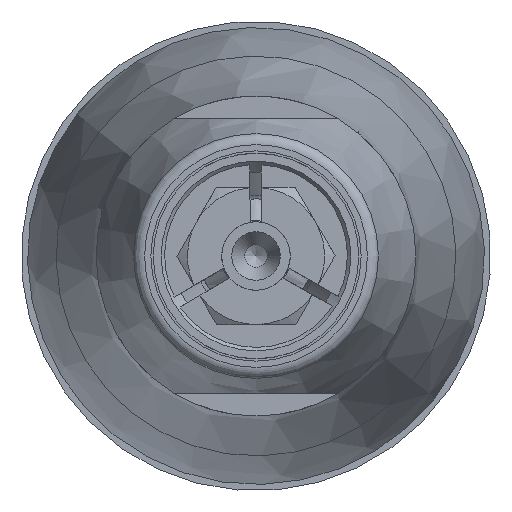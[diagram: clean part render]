
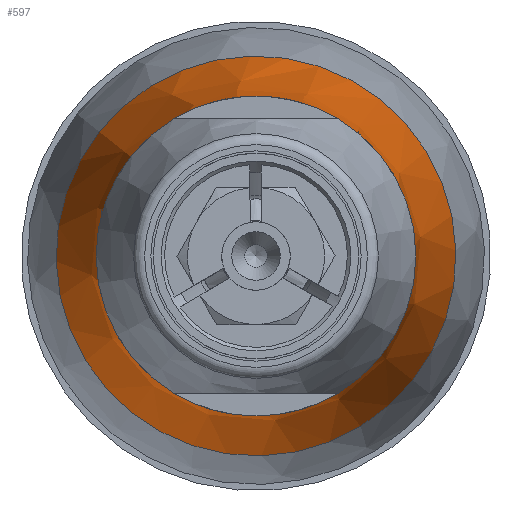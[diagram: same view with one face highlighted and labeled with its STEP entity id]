
A CAD part, left-side view. The second image highlights one B-rep face of the part: STEP entity #597.
In plain terms, the highlighted free-form (B-spline) face has degree [2, 2] with [3, 9] control points.
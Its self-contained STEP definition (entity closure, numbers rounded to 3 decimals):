
#525=CARTESIAN_POINT('',(-23.887,5.289,4.194));
#526=VERTEX_POINT('',#525);
#527=CARTESIAN_POINT('',(-23.887,0.,0.));
#528=DIRECTION('',(1.,0.,0.));
#529=DIRECTION('',(0.,0.784,0.621));
#530=AXIS2_PLACEMENT_3D('',#527,#528,#529);
#531=CIRCLE('',#530,6.75);
#532=EDGE_CURVE('',#526,#526,#531,.T.);
#548=CARTESIAN_POINT('',(-6.11,-5.436,6.856));
#549=CARTESIAN_POINT('',(-14.886,-4.194,5.289));
#550=CARTESIAN_POINT('',(-23.887,-4.194,5.289));
#551=CARTESIAN_POINT('',(-6.11,-12.293,1.42));
#552=CARTESIAN_POINT('',(-14.886,-9.483,1.096));
#553=CARTESIAN_POINT('',(-23.887,-9.483,1.096));
#554=CARTESIAN_POINT('',(-6.11,-6.856,-5.436));
#555=CARTESIAN_POINT('',(-14.886,-5.289,-4.194));
#556=CARTESIAN_POINT('',(-23.887,-5.289,-4.194));
#557=CARTESIAN_POINT('',(-6.11,-1.42,-12.293));
#558=CARTESIAN_POINT('',(-14.886,-1.096,-9.483));
#559=CARTESIAN_POINT('',(-23.887,-1.096,-9.483));
#560=CARTESIAN_POINT('',(-6.11,5.436,-6.856));
#561=CARTESIAN_POINT('',(-14.886,4.194,-5.289));
#562=CARTESIAN_POINT('',(-23.887,4.194,-5.289));
#563=CARTESIAN_POINT('',(-6.11,12.293,-1.42));
#564=CARTESIAN_POINT('',(-14.886,9.483,-1.096));
#565=CARTESIAN_POINT('',(-23.887,9.483,-1.096));
#566=CARTESIAN_POINT('',(-6.11,6.856,5.436));
#567=CARTESIAN_POINT('',(-14.886,5.289,4.194));
#568=CARTESIAN_POINT('',(-23.887,5.289,4.194));
#569=CARTESIAN_POINT('',(-6.11,1.42,12.293));
#570=CARTESIAN_POINT('',(-14.886,1.096,9.483));
#571=CARTESIAN_POINT('',(-23.887,1.096,9.483));
#572=CARTESIAN_POINT('',(-6.11,-5.436,6.856));
#573=CARTESIAN_POINT('',(-14.886,-4.194,5.289));
#574=CARTESIAN_POINT('',(-23.887,-4.194,5.289));
#582=(BOUNDED_SURFACE()B_SPLINE_SURFACE(2,2,((#548,#551,#554,#557,#560,#563,#566,#569,#572),(#549,#552,#555,#558,#561,#564,#567,#570,#573),(#550,#553,#556,#559,#562,#565,#568,#571,#574)),.UNSPECIFIED.,.F.,.T.,.U.)B_SPLINE_SURFACE_WITH_KNOTS((3,3),(3,2,2,2,3),(2.918,3.142),(0.0,1.571,3.142,4.712,6.283),.UNSPECIFIED.)GEOMETRIC_REPRESENTATION_ITEM()RATIONAL_B_SPLINE_SURFACE(((1.0,0.707,1.0,0.707,1.0,0.707,1.0,0.707,1.0),(0.994,0.703,0.994,0.703,0.994,0.703,0.994,0.703,0.994),(1.0,0.707,1.0,0.707,1.0,0.707,1.0,0.707,1.0)))REPRESENTATION_ITEM('')SURFACE());
#583=CARTESIAN_POINT('',(-6.11,6.856,5.436));
#584=VERTEX_POINT('',#583);
#585=CARTESIAN_POINT('',(-6.11,0.,0.));
#586=DIRECTION('',(1.,0.,0.));
#587=DIRECTION('',(0.,0.784,0.621));
#588=AXIS2_PLACEMENT_3D('',#585,#586,#587);
#589=CIRCLE('',#588,8.75);
#590=EDGE_CURVE('',#584,#584,#589,.T.);
#591=ORIENTED_EDGE('',*,*,#590,.F.);
#592=EDGE_LOOP('',(#591));
#593=FACE_OUTER_BOUND('',#592,.T.);
#594=ORIENTED_EDGE('',*,*,#532,.T.);
#595=EDGE_LOOP('',(#594));
#596=FACE_BOUND('',#595,.T.);
#597=ADVANCED_FACE('',(#593,#596),#582,.T.);
